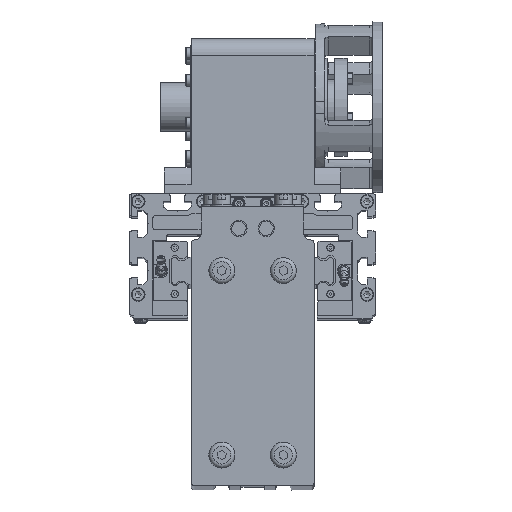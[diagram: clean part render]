
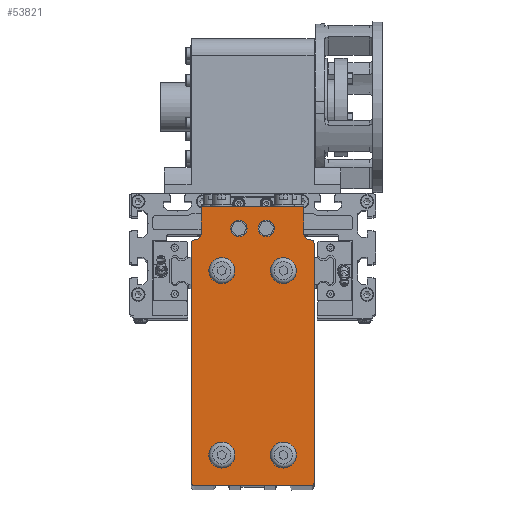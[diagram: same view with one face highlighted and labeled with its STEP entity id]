
A CAD part, top view. The second image highlights one B-rep face of the part: STEP entity #53821.
In plain terms, the highlighted face is planar.
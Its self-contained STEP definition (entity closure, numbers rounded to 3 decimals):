
#2761=FACE_BOUND('',#18087,.T.);
#2762=FACE_BOUND('',#18088,.T.);
#2763=FACE_BOUND('',#18089,.T.);
#2764=FACE_BOUND('',#18090,.T.);
#2765=FACE_BOUND('',#18091,.T.);
#2766=FACE_BOUND('',#18092,.T.);
#3629=LINE('',#79101,#8971);
#3984=LINE('',#80248,#9326);
#3985=LINE('',#80251,#9327);
#3988=LINE('',#80261,#9330);
#3989=LINE('',#80265,#9331);
#3990=LINE('',#80269,#9332);
#8971=VECTOR('',#63651,10.);
#9326=VECTOR('',#64602,10.);
#9327=VECTOR('',#64605,10.);
#9330=VECTOR('',#64616,10.);
#9331=VECTOR('',#64619,10.);
#9332=VECTOR('',#64622,10.);
#15105=FACE_OUTER_BOUND('',#18086,.T.);
#18086=EDGE_LOOP('',(#38631,#38632,#38633,#38634,#38635,#38636,#38637,#38638,
#38639,#38640,#38641,#38642));
#18087=EDGE_LOOP('',(#38643));
#18088=EDGE_LOOP('',(#38644));
#18089=EDGE_LOOP('',(#38645));
#18090=EDGE_LOOP('',(#38646));
#18091=EDGE_LOOP('',(#38647));
#18092=EDGE_LOOP('',(#38648));
#21133=CIRCLE('',#57305,9.5);
#21137=CIRCLE('',#57312,9.5);
#21141=CIRCLE('',#57319,9.5);
#21145=CIRCLE('',#57326,9.5);
#21147=CIRCLE('',#57344,6.);
#21149=CIRCLE('',#57348,6.);
#21299=CIRCLE('',#57516,5.);
#21300=CIRCLE('',#57520,5.);
#21301=CIRCLE('',#57522,2.5);
#21302=CIRCLE('',#57523,2.5);
#21303=CIRCLE('',#57524,2.5);
#21304=CIRCLE('',#57525,2.5);
#23405=VERTEX_POINT('',#79098);
#23406=VERTEX_POINT('',#79100);
#23553=VERTEX_POINT('',#79483);
#23556=VERTEX_POINT('',#79494);
#23559=VERTEX_POINT('',#79505);
#23562=VERTEX_POINT('',#79516);
#23588=VERTEX_POINT('',#79597);
#23590=VERTEX_POINT('',#79604);
#23899=VERTEX_POINT('',#80242);
#23900=VERTEX_POINT('',#80244);
#23901=VERTEX_POINT('',#80250);
#23902=VERTEX_POINT('',#80254);
#23903=VERTEX_POINT('',#80258);
#23904=VERTEX_POINT('',#80260);
#23905=VERTEX_POINT('',#80262);
#23906=VERTEX_POINT('',#80264);
#23907=VERTEX_POINT('',#80266);
#23908=VERTEX_POINT('',#80268);
#28998=EDGE_CURVE('',#23406,#23405,#3629,.T.);
#29192=EDGE_CURVE('',#23553,#23553,#21133,.T.);
#29197=EDGE_CURVE('',#23556,#23556,#21137,.T.);
#29202=EDGE_CURVE('',#23559,#23559,#21141,.T.);
#29207=EDGE_CURVE('',#23562,#23562,#21145,.T.);
#29246=EDGE_CURVE('',#23588,#23588,#21147,.T.);
#29249=EDGE_CURVE('',#23590,#23590,#21149,.T.);
#29560=EDGE_CURVE('',#23900,#23899,#21299,.T.);
#29562=EDGE_CURVE('',#23405,#23900,#3984,.T.);
#29563=EDGE_CURVE('',#23901,#23406,#3985,.T.);
#29565=EDGE_CURVE('',#23902,#23901,#21300,.T.);
#29567=EDGE_CURVE('',#23899,#23903,#21301,.T.);
#29568=EDGE_CURVE('',#23903,#23904,#3988,.T.);
#29569=EDGE_CURVE('',#23904,#23905,#21302,.T.);
#29570=EDGE_CURVE('',#23905,#23906,#3989,.T.);
#29571=EDGE_CURVE('',#23906,#23907,#21303,.T.);
#29572=EDGE_CURVE('',#23907,#23908,#3990,.T.);
#29573=EDGE_CURVE('',#23908,#23902,#21304,.T.);
#38631=ORIENTED_EDGE('',*,*,#29567,.T.);
#38632=ORIENTED_EDGE('',*,*,#29568,.T.);
#38633=ORIENTED_EDGE('',*,*,#29569,.T.);
#38634=ORIENTED_EDGE('',*,*,#29570,.T.);
#38635=ORIENTED_EDGE('',*,*,#29571,.T.);
#38636=ORIENTED_EDGE('',*,*,#29572,.T.);
#38637=ORIENTED_EDGE('',*,*,#29573,.T.);
#38638=ORIENTED_EDGE('',*,*,#29565,.T.);
#38639=ORIENTED_EDGE('',*,*,#29563,.T.);
#38640=ORIENTED_EDGE('',*,*,#28998,.T.);
#38641=ORIENTED_EDGE('',*,*,#29562,.T.);
#38642=ORIENTED_EDGE('',*,*,#29560,.T.);
#38643=ORIENTED_EDGE('',*,*,#29207,.T.);
#38644=ORIENTED_EDGE('',*,*,#29192,.T.);
#38645=ORIENTED_EDGE('',*,*,#29202,.T.);
#38646=ORIENTED_EDGE('',*,*,#29197,.T.);
#38647=ORIENTED_EDGE('',*,*,#29246,.T.);
#38648=ORIENTED_EDGE('',*,*,#29249,.T.);
#51744=PLANE('',#57521);
#53821=ADVANCED_FACE('',(#15105,#2761,#2762,#2763,#2764,#2765,#2766),#51744,
 .T.);
#57305=AXIS2_PLACEMENT_3D('',#79485,#63973,#63974);
#57312=AXIS2_PLACEMENT_3D('',#79496,#63988,#63989);
#57319=AXIS2_PLACEMENT_3D('',#79507,#64003,#64004);
#57326=AXIS2_PLACEMENT_3D('',#79518,#64018,#64019);
#57344=AXIS2_PLACEMENT_3D('',#79599,#64091,#64092);
#57348=AXIS2_PLACEMENT_3D('',#79606,#64100,#64101);
#57516=AXIS2_PLACEMENT_3D('',#80245,#64597,#64598);
#57520=AXIS2_PLACEMENT_3D('',#80255,#64609,#64610);
#57521=AXIS2_PLACEMENT_3D('',#80257,#64612,#64613);
#57522=AXIS2_PLACEMENT_3D('',#80259,#64614,#64615);
#57523=AXIS2_PLACEMENT_3D('',#80263,#64617,#64618);
#57524=AXIS2_PLACEMENT_3D('',#80267,#64620,#64621);
#57525=AXIS2_PLACEMENT_3D('',#80270,#64623,#64624);
#63651=DIRECTION('',(1.,0.,0.));
#63973=DIRECTION('center_axis',(0.,0.,1.));
#63974=DIRECTION('ref_axis',(-1.,0.,0.));
#63988=DIRECTION('center_axis',(0.,0.,1.));
#63989=DIRECTION('ref_axis',(-1.,0.,0.));
#64003=DIRECTION('center_axis',(0.,0.,1.));
#64004=DIRECTION('ref_axis',(-1.,0.,0.));
#64018=DIRECTION('center_axis',(0.,0.,1.));
#64019=DIRECTION('ref_axis',(-1.,0.,0.));
#64091=DIRECTION('center_axis',(0.,0.,1.));
#64092=DIRECTION('ref_axis',(-1.,0.,0.));
#64100=DIRECTION('center_axis',(0.,0.,1.));
#64101=DIRECTION('ref_axis',(-1.,0.,0.));
#64597=DIRECTION('center_axis',(0.,0.,1.));
#64598=DIRECTION('ref_axis',(0.,1.,0.));
#64602=DIRECTION('',(0.,-1.,0.));
#64605=DIRECTION('',(0.,1.,0.));
#64609=DIRECTION('center_axis',(0.,0.,1.));
#64610=DIRECTION('ref_axis',(-1.,0.,0.));
#64612=DIRECTION('center_axis',(0.,0.,-1.));
#64613=DIRECTION('ref_axis',(-1.,0.,0.));
#64614=DIRECTION('center_axis',(0.,0.,-1.));
#64615=DIRECTION('ref_axis',(0.,1.,0.));
#64616=DIRECTION('',(0.,-1.,0.));
#64617=DIRECTION('center_axis',(0.,0.,-1.));
#64618=DIRECTION('ref_axis',(1.,0.,0.));
#64619=DIRECTION('',(-1.,0.,0.));
#64620=DIRECTION('center_axis',(0.,0.,-1.));
#64621=DIRECTION('ref_axis',(0.,-1.,0.));
#64622=DIRECTION('',(0.,1.,0.));
#64623=DIRECTION('center_axis',(0.,0.,-1.));
#64624=DIRECTION('ref_axis',(-1.,0.,0.));
#79098=CARTESIAN_POINT('',(37.5,114.2,-8.));
#79100=CARTESIAN_POINT('',(-37.5,114.2,-8.));
#79101=CARTESIAN_POINT('',(-37.5,114.2,-8.));
#79483=CARTESIAN_POINT('',(32.,-67.5,-8.));
#79485=CARTESIAN_POINT('Origin',(22.5,-67.5,-8.));
#79494=CARTESIAN_POINT('',(-13.,-67.5,-8.));
#79496=CARTESIAN_POINT('Origin',(-22.5,-67.5,-8.));
#79505=CARTESIAN_POINT('',(-13.,67.5,-8.));
#79507=CARTESIAN_POINT('Origin',(-22.5,67.5,-8.));
#79516=CARTESIAN_POINT('',(32.,67.5,-8.));
#79518=CARTESIAN_POINT('Origin',(22.5,67.5,-8.));
#79597=CARTESIAN_POINT('',(16.,98.5,-8.));
#79599=CARTESIAN_POINT('Origin',(10.,98.5,-8.));
#79604=CARTESIAN_POINT('',(-4.,98.5,-8.));
#79606=CARTESIAN_POINT('Origin',(-10.,98.5,-8.));
#80242=CARTESIAN_POINT('',(42.5,90.,-8.));
#80244=CARTESIAN_POINT('',(37.5,95.,-8.));
#80245=CARTESIAN_POINT('Origin',(42.5,95.,-8.));
#80248=CARTESIAN_POINT('',(37.5,114.2,-8.));
#80250=CARTESIAN_POINT('',(-37.5,95.,-8.));
#80251=CARTESIAN_POINT('',(-37.5,95.,-8.));
#80254=CARTESIAN_POINT('',(-42.5,90.,-8.));
#80255=CARTESIAN_POINT('Origin',(-42.5,95.,-8.));
#80257=CARTESIAN_POINT('Origin',(0.,12.1,
-8.));
#80258=CARTESIAN_POINT('',(45.,87.5,-8.));
#80259=CARTESIAN_POINT('Origin',(42.5,87.5,-8.));
#80260=CARTESIAN_POINT('',(45.,-87.5,-8.));
#80261=CARTESIAN_POINT('',(45.,87.5,-8.));
#80262=CARTESIAN_POINT('',(42.5,-90.,-8.));
#80263=CARTESIAN_POINT('Origin',(42.5,-87.5,-8.));
#80264=CARTESIAN_POINT('',(-42.5,-90.,-8.));
#80265=CARTESIAN_POINT('',(42.5,-90.,-8.));
#80266=CARTESIAN_POINT('',(-45.,-87.5,-8.));
#80267=CARTESIAN_POINT('Origin',(-42.5,-87.5,-8.));
#80268=CARTESIAN_POINT('',(-45.,87.5,-8.));
#80269=CARTESIAN_POINT('',(-45.,-87.5,-8.));
#80270=CARTESIAN_POINT('Origin',(-42.5,87.5,-8.));
